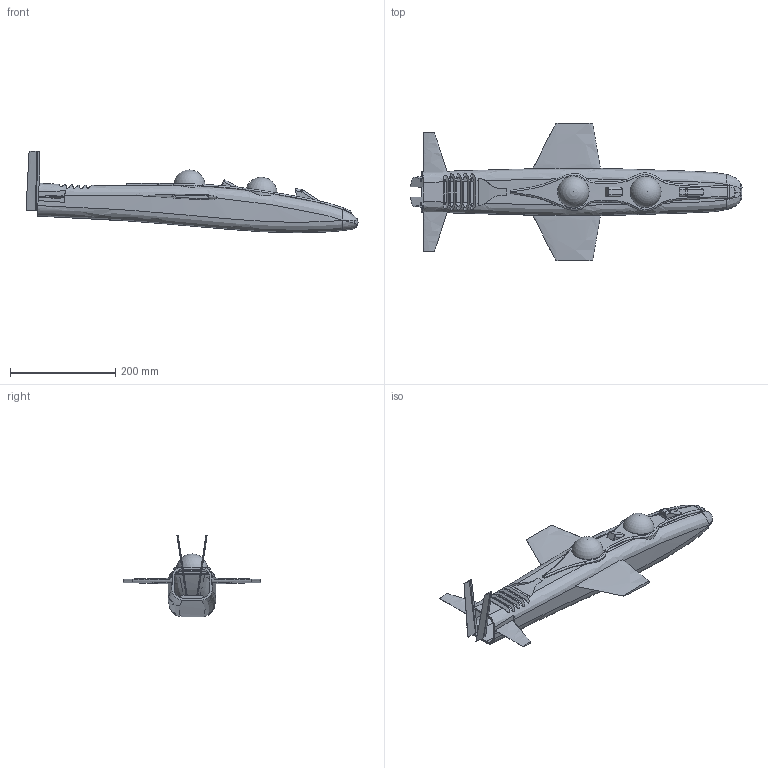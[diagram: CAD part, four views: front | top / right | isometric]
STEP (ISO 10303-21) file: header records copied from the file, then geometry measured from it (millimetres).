
FILE_DESCRIPTION(('HOOPS Exchange Step'),'2;1');
FILE_NAME('temp_export.step','2020-08-28T15:55:50+02:00',('mobile'),('Shapr3D Limited'),'HOOPS Exchange 2020.1','Shapr3D','Authorized');
FILE_SCHEMA( ('AP203_CONFIGURATION_CONTROLLED_3D_DESIGN_OF_MECHANICAL_PARTS_AND_ASSEMBLIES_MIM_LF') );
Length unit declared in the file: millimetre
Products named in the file (1): temp_export.x_b
Bounding box: 629.57 x 260 x 154.37 mm (x, y, z)
Volume: 837368.9 mm3; surface area: 387053.1 mm2
Topology: 2 solids, 4 shells, 235 faces, 667 edges, 434 vertices
Faces by surface type: bspline 141, plane 59, cylinder 27, torus 4, sphere 4
Entity records: 51043 total; most frequent: CARTESIAN_POINT 46051, ORIENTED_EDGE 1320, EDGE_CURVE 660, DIRECTION 504, VERTEX_POINT 434, B_SPLINE_CURVE_WITH_KNOTS 408, EDGE_LOOP 248, FACE_BOUND 248
